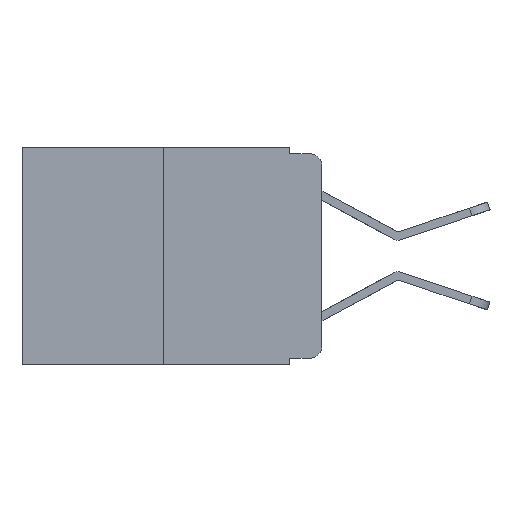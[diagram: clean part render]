
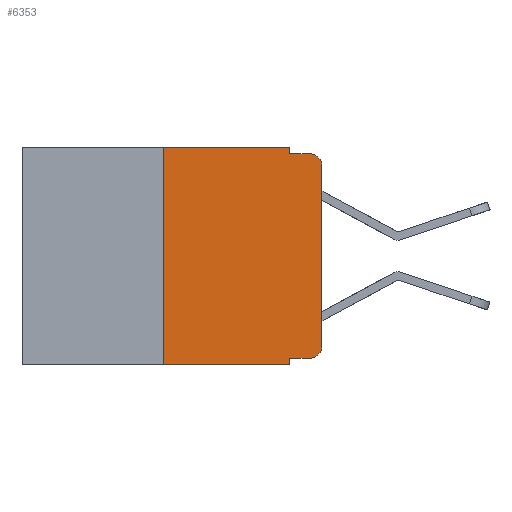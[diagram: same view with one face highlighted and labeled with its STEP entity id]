
A CAD part, left-side view. The second image highlights one B-rep face of the part: STEP entity #6353.
In plain terms, the highlighted planar face has unit normal (-1, 0, 0).
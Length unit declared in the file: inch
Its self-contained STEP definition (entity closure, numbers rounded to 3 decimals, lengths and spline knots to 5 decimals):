
#195 = DIRECTION ( 'NONE',  ( -1., 0., 0. ) ) ;
#262 = CARTESIAN_POINT ( 'NONE',  ( 0., 0.051, 0. ) ) ;
#1061 = LINE ( 'NONE', #2503, #13867 ) ;
#1138 = AXIS2_PLACEMENT_3D ( 'NONE', #11659, #10544, #3014 ) ;
#1405 = VECTOR ( 'NONE', #11408, 39.37008 ) ;
#1577 = EDGE_CURVE ( 'NONE', #11972, #4895, #4418, .T. ) ;
#1663 = LINE ( 'NONE', #11406, #11307 ) ;
#1693 = EDGE_CURVE ( 'NONE', #12828, #12655, #1061, .T. ) ;
#1877 = VECTOR ( 'NONE', #7998, 39.37008 ) ;
#2007 = DIRECTION ( 'NONE',  ( -1., 0., 0. ) ) ;
#2045 = CIRCLE ( 'NONE', #10886, 0.02 ) ;
#2099 = EDGE_CURVE ( 'NONE', #2885, #15026, #9625, .T. ) ;
#2175 = EDGE_CURVE ( 'NONE', #12655, #9924, #2045, .T. ) ;
#2494 = CARTESIAN_POINT ( 'NONE',  ( 0., 0.051, -0.343 ) ) ;
#2498 = DIRECTION ( 'NONE',  ( 0., -1., 0. ) ) ;
#2503 = CARTESIAN_POINT ( 'NONE',  ( 0., 0.051, -0.333 ) ) ;
#2657 = DIRECTION ( 'NONE',  ( 0., 0., 1. ) ) ;
#2755 = AXIS2_PLACEMENT_3D ( 'NONE', #8018, #195, #9204 ) ;
#2885 = VERTEX_POINT ( 'NONE', #262 ) ;
#2927 = ORIENTED_EDGE ( 'NONE', *, *, #2175, .T. ) ;
#3014 = DIRECTION ( 'NONE',  ( 0., 0., -1. ) ) ;
#3297 = CARTESIAN_POINT ( 'NONE',  ( 0., 0.02, -0.01 ) ) ;
#4116 = CARTESIAN_POINT ( 'NONE',  ( 0., 0.02, -0.333 ) ) ;
#4135 = CARTESIAN_POINT ( 'NONE',  ( 0., 0.25, 0. ) ) ;
#4246 = DIRECTION ( 'NONE',  ( 0., -1., 0. ) ) ;
#4418 = LINE ( 'NONE', #6555, #7421 ) ;
#4895 = VERTEX_POINT ( 'NONE', #2494 ) ;
#4957 = EDGE_CURVE ( 'NONE', #13188, #2885, #7944, .T. ) ;
#5561 = CARTESIAN_POINT ( 'NONE',  ( 0., 0.051, -0.01 ) ) ;
#5719 = EDGE_LOOP ( 'NONE', ( #8782, #13726, #8753, #7599, #13276, #8180, #10937, #11572, #13662, #2927 ) ) ;
#5740 = CARTESIAN_POINT ( 'NONE',  ( 0., 0.25, -0.343 ) ) ;
#5970 = DIRECTION ( 'NONE',  ( 0., -1., 0. ) ) ;
#6353 = ADVANCED_FACE ( 'NONE', ( #12876 ), #9357, .F. ) ;
#6555 = CARTESIAN_POINT ( 'NONE',  ( 0., 0.473, -0.343 ) ) ;
#6932 = CARTESIAN_POINT ( 'NONE',  ( 0., 0.051, -0.333 ) ) ;
#7421 = VECTOR ( 'NONE', #5970, 39.37008 ) ;
#7558 = VECTOR ( 'NONE', #10231, 39.37008 ) ;
#7599 = ORIENTED_EDGE ( 'NONE', *, *, #2099, .F. ) ;
#7856 = CARTESIAN_POINT ( 'NONE',  ( 0., 0.051, 0. ) ) ;
#7944 = LINE ( 'NONE', #9041, #7558 ) ;
#7998 = DIRECTION ( 'NONE',  ( 0., 0., 1. ) ) ;
#8018 = CARTESIAN_POINT ( 'NONE',  ( 0., 0.02, -0.03 ) ) ;
#8046 = LINE ( 'NONE', #5561, #11538 ) ;
#8180 = ORIENTED_EDGE ( 'NONE', *, *, #15909, .F. ) ;
#8690 = CARTESIAN_POINT ( 'NONE',  ( 0., 0., -0.313 ) ) ;
#8753 = ORIENTED_EDGE ( 'NONE', *, *, #10312, .F. ) ;
#8782 = ORIENTED_EDGE ( 'NONE', *, *, #13148, .T. ) ;
#9041 = CARTESIAN_POINT ( 'NONE',  ( 0., 0.473, 0. ) ) ;
#9204 = DIRECTION ( 'NONE',  ( 0., 0., -1. ) ) ;
#9357 = PLANE ( 'NONE',  #1138 ) ;
#9625 = LINE ( 'NONE', #15229, #13116 ) ;
#9924 = VERTEX_POINT ( 'NONE', #8690 ) ;
#10231 = DIRECTION ( 'NONE',  ( 0., -1., 0. ) ) ;
#10284 = CARTESIAN_POINT ( 'NONE',  ( 0., 0.25, 0. ) ) ;
#10312 = EDGE_CURVE ( 'NONE', #15026, #15368, #8046, .T. ) ;
#10544 = DIRECTION ( 'NONE',  ( 1., 0., 0. ) ) ;
#10886 = AXIS2_PLACEMENT_3D ( 'NONE', #14416, #2007, #14254 ) ;
#10937 = ORIENTED_EDGE ( 'NONE', *, *, #1577, .T. ) ;
#11072 = EDGE_CURVE ( 'NONE', #13723, #15368, #12063, .T. ) ;
#11183 = CARTESIAN_POINT ( 'NONE',  ( 0., 0., -0.03 ) ) ;
#11307 = VECTOR ( 'NONE', #2657, 39.37008 ) ;
#11406 = CARTESIAN_POINT ( 'NONE',  ( 0., 0., 0. ) ) ;
#11408 = DIRECTION ( 'NONE',  ( 0., 0., -1. ) ) ;
#11436 = LINE ( 'NONE', #7856, #1405 ) ;
#11538 = VECTOR ( 'NONE', #4246, 39.37008 ) ;
#11572 = ORIENTED_EDGE ( 'NONE', *, *, #15147, .F. ) ;
#11659 = CARTESIAN_POINT ( 'NONE',  ( 0., 0.473, 0. ) ) ;
#11972 = VERTEX_POINT ( 'NONE', #5740 ) ;
#12063 = CIRCLE ( 'NONE', #2755, 0.02 ) ;
#12655 = VERTEX_POINT ( 'NONE', #4116 ) ;
#12828 = VERTEX_POINT ( 'NONE', #6932 ) ;
#12876 = FACE_OUTER_BOUND ( 'NONE', #5719, .T. ) ;
#13116 = VECTOR ( 'NONE', #15224, 39.37008 ) ;
#13148 = EDGE_CURVE ( 'NONE', #9924, #13723, #1663, .T. ) ;
#13188 = VERTEX_POINT ( 'NONE', #10284 ) ;
#13276 = ORIENTED_EDGE ( 'NONE', *, *, #4957, .F. ) ;
#13662 = ORIENTED_EDGE ( 'NONE', *, *, #1693, .T. ) ;
#13723 = VERTEX_POINT ( 'NONE', #11183 ) ;
#13726 = ORIENTED_EDGE ( 'NONE', *, *, #11072, .T. ) ;
#13867 = VECTOR ( 'NONE', #2498, 39.37008 ) ;
#14254 = DIRECTION ( 'NONE',  ( 0., 0., -1. ) ) ;
#14416 = CARTESIAN_POINT ( 'NONE',  ( 0., 0.02, -0.313 ) ) ;
#14624 = LINE ( 'NONE', #4135, #1877 ) ;
#14689 = CARTESIAN_POINT ( 'NONE',  ( 0., 0.051, -0.01 ) ) ;
#15026 = VERTEX_POINT ( 'NONE', #14689 ) ;
#15147 = EDGE_CURVE ( 'NONE', #12828, #4895, #11436, .T. ) ;
#15224 = DIRECTION ( 'NONE',  ( 0., 0., -1. ) ) ;
#15229 = CARTESIAN_POINT ( 'NONE',  ( 0., 0.051, 0. ) ) ;
#15368 = VERTEX_POINT ( 'NONE', #3297 ) ;
#15909 = EDGE_CURVE ( 'NONE', #11972, #13188, #14624, .T. ) ;
